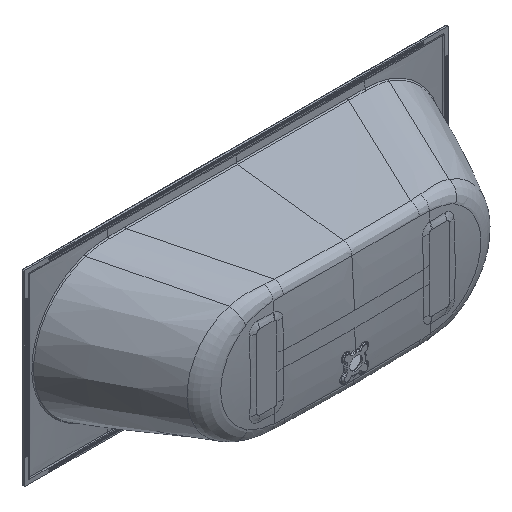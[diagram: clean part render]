
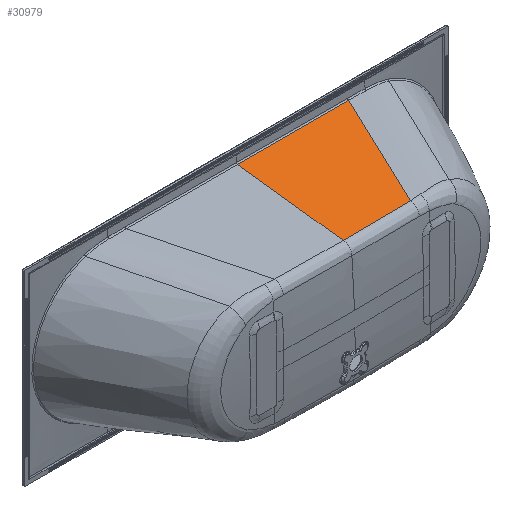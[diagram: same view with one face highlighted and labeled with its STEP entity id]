
A CAD part, isometric view. The second image highlights one B-rep face of the part: STEP entity #30979.
In plain terms, the highlighted free-form (B-spline) face has degree [3, 3] with [4, 9] control points.
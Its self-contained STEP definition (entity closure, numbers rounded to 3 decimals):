
#15300=CARTESIAN_POINT('',(0.,-14.828,
321.608));
#15377=CARTESIAN_POINT('',(0.,-437.554,
269.703));
#15411=CARTESIAN_POINT('',(271.751,-434.976,
270.012));
#15412=CARTESIAN_POINT('',(266.726,-435.158,
269.986));
#15413=CARTESIAN_POINT('',(256.297,-435.383,
269.947));
#15414=CARTESIAN_POINT('',(239.989,-435.62,
269.908));
#15415=CARTESIAN_POINT('',(222.213,-435.884,
269.878));
#15416=CARTESIAN_POINT('',(202.675,-436.14,
269.855));
#15417=CARTESIAN_POINT('',(181.098,-436.408,
269.824));
#15418=CARTESIAN_POINT('',(157.281,-436.68,
269.79));
#15419=CARTESIAN_POINT('',(131.353,-436.939,
269.763));
#15420=CARTESIAN_POINT('',(103.849,-437.168,
269.74));
#15421=CARTESIAN_POINT('',(75.643,-437.352,
269.721));
#15422=CARTESIAN_POINT('',(47.66,-437.478,
269.709));
#15423=CARTESIAN_POINT('',(22.469,-437.543,
269.703));
#15424=CARTESIAN_POINT('',(6.712,-437.554,
269.703));
#15425=CARTESIAN_POINT('',(0.,-437.554,
269.703));
#15427=CARTESIAN_POINT('',(0.,-437.554,
269.703));
#15428=CARTESIAN_POINT('',(0.001,-296.645,
287.004));
#15429=CARTESIAN_POINT('',(0.,-155.737,
304.306));
#15430=CARTESIAN_POINT('',(0.,-14.828,
321.608));
#15432=CARTESIAN_POINT('',(445.18,-14.827,
321.587));
#15433=CARTESIAN_POINT('',(436.692,-14.823,
321.582));
#15434=CARTESIAN_POINT('',(419.208,-14.814,
321.585));
#15435=CARTESIAN_POINT('',(390.845,-14.799,
321.607));
#15436=CARTESIAN_POINT('',(362.176,-14.793,
321.611));
#15437=CARTESIAN_POINT('',(333.27,-14.795,
321.604));
#15438=CARTESIAN_POINT('',(303.83,-14.799,
321.602));
#15439=CARTESIAN_POINT('',(276.172,-14.802,
321.604));
#15440=CARTESIAN_POINT('',(249.628,-14.806,
321.606));
#15441=CARTESIAN_POINT('',(224.016,-14.811,
321.606));
#15442=CARTESIAN_POINT('',(199.599,-14.816,
321.605));
#15443=CARTESIAN_POINT('',(176.469,-14.822,
321.605));
#15444=CARTESIAN_POINT('',(154.89,-14.827,
321.605));
#15445=CARTESIAN_POINT('',(135.062,-14.831,
321.605));
#15446=CARTESIAN_POINT('',(117.106,-14.833,
321.605));
#15447=CARTESIAN_POINT('',(100.728,-14.834,
321.606));
#15448=CARTESIAN_POINT('',(86.283,-14.835,
321.606));
#15449=CARTESIAN_POINT('',(73.102,-14.834,
321.606));
#15450=CARTESIAN_POINT('',(61.689,-14.833,
321.607));
#15451=CARTESIAN_POINT('',(50.664,-14.832,
321.607));
#15452=CARTESIAN_POINT('',(39.962,-14.831,
321.607));
#15453=CARTESIAN_POINT('',(30.895,-14.83,
321.607));
#15454=CARTESIAN_POINT('',(22.388,-14.83,
321.608));
#15455=CARTESIAN_POINT('',(13.695,-14.829,
321.608));
#15456=CARTESIAN_POINT('',(6.416,-14.829,
321.608));
#15457=CARTESIAN_POINT('',(2.034,-14.828,
321.608));
#15458=CARTESIAN_POINT('',(0.,-14.828,
321.608));
#15555=CARTESIAN_POINT('',(271.751,-434.976,
270.012));
#15556=CARTESIAN_POINT('',(275.534,-425.663,
271.15));
#15557=CARTESIAN_POINT('',(283.182,-406.877,
273.449));
#15558=CARTESIAN_POINT('',(294.923,-378.158,
276.962));
#15559=CARTESIAN_POINT('',(306.861,-349.078,
280.523));
#15560=CARTESIAN_POINT('',(319.265,-318.96,
284.213));
#15561=CARTESIAN_POINT('',(331.083,-290.337,
287.722));
#15562=CARTESIAN_POINT('',(343.288,-260.837,
291.341));
#15563=CARTESIAN_POINT('',(355.776,-230.695,
295.04));
#15564=CARTESIAN_POINT('',(367.859,-201.555,
298.618));
#15565=CARTESIAN_POINT('',(380.337,-171.478,
302.314));
#15566=CARTESIAN_POINT('',(393.105,-140.691,
306.098));
#15567=CARTESIAN_POINT('',(405.656,-110.415,
309.821));
#15568=CARTESIAN_POINT('',(418.76,-78.774,
313.714));
#15569=CARTESIAN_POINT('',(431.688,-47.51,
317.562));
#15570=CARTESIAN_POINT('',(440.652,-25.804,
320.235));
#15571=CARTESIAN_POINT('',(445.18,-14.827,
321.587));
#21657=VERTEX_POINT('',#15300);
#21658=VERTEX_POINT('',#15377);
#21668=VERTEX_POINT('',#15432);
#21669=VERTEX_POINT('',#15555);
#30933=CARTESIAN_POINT('',(288.939,-441.666,
269.19));
#30934=CARTESIAN_POINT('',(274.577,-441.638,
269.213));
#30935=CARTESIAN_POINT('',(245.928,-441.613,
269.164));
#30936=CARTESIAN_POINT('',(203.522,-441.606,
269.191));
#30937=CARTESIAN_POINT('',(161.499,-441.637,
269.184));
#30938=CARTESIAN_POINT('',(119.972,-441.684,
269.186));
#30939=CARTESIAN_POINT('',(64.119,-441.75,
269.185));
#30940=CARTESIAN_POINT('',(22.943,-441.776,
269.185));
#30941=CARTESIAN_POINT('',(-3.14,-441.775,
269.185));
#30942=CARTESIAN_POINT('',(341.714,-297.468,
286.83));
#30943=CARTESIAN_POINT('',(325.111,-297.33,
286.84));
#30944=CARTESIAN_POINT('',(291.792,-297.159,
286.822));
#30945=CARTESIAN_POINT('',(241.862,-297.138,
286.831));
#30946=CARTESIAN_POINT('',(191.783,-297.302,286.829));
#30947=CARTESIAN_POINT('',(141.862,-297.557,
286.829));
#30948=CARTESIAN_POINT('',(73.807,-297.912,
286.829));
#30949=CARTESIAN_POINT('',(23.265,-298.058,
286.831));
#30950=CARTESIAN_POINT('',(-3.215,-298.05,
286.833));
#30951=CARTESIAN_POINT('',(395.564,-153.823,
304.472));
#30952=CARTESIAN_POINT('',(376.995,-153.704,
304.469));
#30953=CARTESIAN_POINT('',(339.43,-153.557,
304.483));
#30954=CARTESIAN_POINT('',(282.238,-153.538,
304.477));
#30955=CARTESIAN_POINT('',(224.048,-153.679,
304.48));
#30956=CARTESIAN_POINT('',(165.436,-153.9,
304.479));
#30957=CARTESIAN_POINT('',(84.548,-154.207,
304.48));
#30958=CARTESIAN_POINT('',(24.013,-154.333,
304.48));
#30959=CARTESIAN_POINT('',(-3.35,-154.325,
304.48));
#30960=CARTESIAN_POINT('',(450.577,-10.579,
322.113));
#30961=CARTESIAN_POINT('',(430.343,-10.574,
322.097));
#30962=CARTESIAN_POINT('',(388.999,-10.575,
322.142));
#30963=CARTESIAN_POINT('',(324.837,-10.57,
322.119));
#30964=CARTESIAN_POINT('',(258.48,-10.577,
322.129));
#30965=CARTESIAN_POINT('',(190.857,-10.585,
322.126));
#30966=CARTESIAN_POINT('',(96.45,-10.597,
322.127));
#30967=CARTESIAN_POINT('',(25.23,-10.602,
322.127));
#30968=CARTESIAN_POINT('',(-3.547,-10.601,
322.127));
#30969=B_SPLINE_SURFACE_WITH_KNOTS('',3,3,((#30933,#30934,#30935,#30936,#30937,
#30938,#30939,#30940,#30941),(#30942,#30943,#30944,#30945,#30946,#30947,#30948,
#30949,#30950),(#30951,#30952,#30953,#30954,#30955,#30956,#30957,#30958,#30959),
(#30960,#30961,#30962,#30963,#30964,#30965,#30966,#30967,#30968)),.UNSPECIFIED.,
.F.,.F.,.F.,(4,4),(4,1,1,1,1,1,4),(0.063,0.986),(
0.782,0.813,0.844,0.875,0.906,0.938,
1.003),.UNSPECIFIED.);
#30971=ORIENTED_EDGE('',*,*,#30970,.F.);
#30973=ORIENTED_EDGE('',*,*,#30972,.F.);
#30975=ORIENTED_EDGE('',*,*,#30974,.T.);
#30976=ORIENTED_EDGE('',*,*,#30925,.T.);
#30977=EDGE_LOOP('',(#30971,#30973,#30975,#30976));
#30978=FACE_OUTER_BOUND('',#30977,.F.);
#30979=ADVANCED_FACE('',(#30978),#30969,.T.);
#15426=B_SPLINE_CURVE_WITH_KNOTS('',3,(#15411,#15412,#15413,#15414,#15415,
#15416,#15417,#15418,#15419,#15420,#15421,#15422,#15423,#15424,#15425),
.UNSPECIFIED.,.F.,.F.,(4,1,1,1,1,1,1,1,1,1,1,1,4),(0.,0.055,
0.115,0.18,0.252,0.331,
0.418,0.515,0.617,0.722,
0.826,0.926,1.),.UNSPECIFIED.);
#15431=B_SPLINE_CURVE_WITH_KNOTS('',3,(#15427,#15428,#15429,#15430),
.UNSPECIFIED.,.F.,.F.,(4,4),(0.,1.),.UNSPECIFIED.);
#15459=B_SPLINE_CURVE_WITH_KNOTS('',3,(#15432,#15433,#15434,#15435,#15436,
#15437,#15438,#15439,#15440,#15441,#15442,#15443,#15444,#15445,#15446,#15447,
#15448,#15449,#15450,#15451,#15452,#15453,#15454,#15455,#15456,#15457,#15458),
.UNSPECIFIED.,.F.,.F.,(4,1,1,1,1,1,1,1,1,1,1,1,1,1,1,1,1,1,1,1,1,1,1,1,4),(0.,
0.042,0.083,0.125,0.167,0.208,
0.25,0.292,0.333,0.375,0.417,
0.458,0.5,0.542,0.583,0.625,
0.667,0.708,0.75,0.792,0.833,
0.875,0.917,0.958,1.),.UNSPECIFIED.);
#15572=B_SPLINE_CURVE_WITH_KNOTS('',3,(#15555,#15556,#15557,#15558,#15559,
#15560,#15561,#15562,#15563,#15564,#15565,#15566,#15567,#15568,#15569,#15570,
#15571),.UNSPECIFIED.,.F.,.F.,(4,1,1,1,1,1,1,1,1,1,1,1,1,1,4),(0.,
0.071,0.143,0.214,0.286,
0.357,0.429,0.5,0.571,0.643,
0.714,0.786,0.857,0.929,1.),
.UNSPECIFIED.);
#30925=EDGE_CURVE('',#21658,#21657,#15431,.T.);
#30970=EDGE_CURVE('',#21668,#21657,#15459,.T.);
#30972=EDGE_CURVE('',#21669,#21668,#15572,.T.);
#30974=EDGE_CURVE('',#21669,#21658,#15426,.T.);
